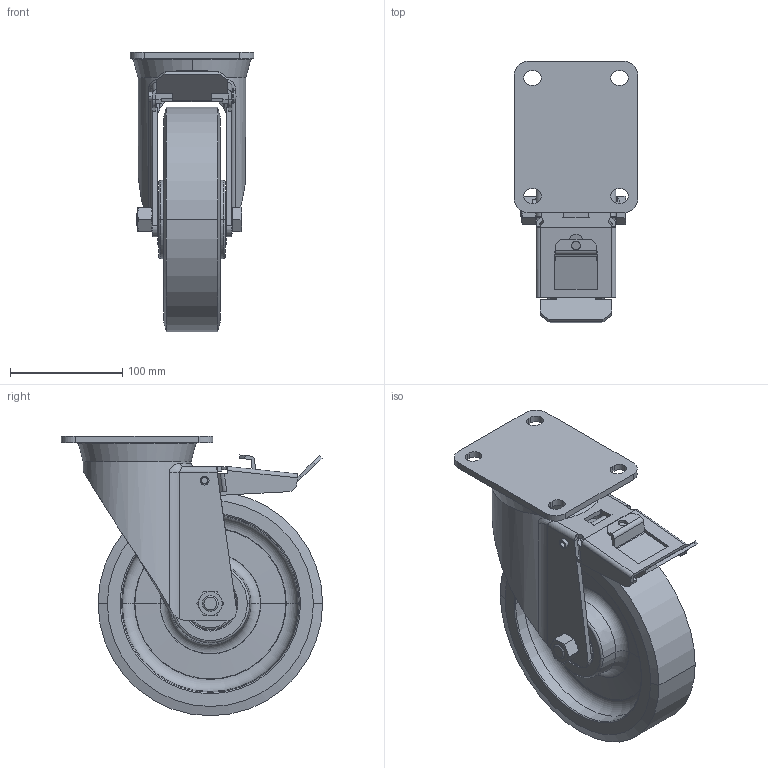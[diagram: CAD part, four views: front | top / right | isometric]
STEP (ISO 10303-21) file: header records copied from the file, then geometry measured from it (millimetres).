
FILE_DESCRIPTION(('Creo Elements/Direct Modeling STEP Export'),'2;1');
FILE_NAME('19871FR_CL.stp','2021-07-08T 9:40:48',(''),(''),'Creo Elements/Direct Modeling STEP processor for AP214 (Solid Model)','Creo Elements/Direct Modeling 20.0F 19-Nov-2019 (C) Parametric Technology GmbH','');
FILE_SCHEMA(('AUTOMOTIVE_DESIGN { 1 0 10303 214 1 1 1 1 }'));
Length unit declared in the file: millimetre
Products named in the file (5): 19871FR_CL.1; 19871FR_CL.3; 19871FR_CL.4; 19871FR_CL.2; 19871FR_CL
Assembly tree (4 placements, depth 2):
  19871FR_CL
    19871FR_CL.2
    19871FR_CL.4
    19871FR_CL.3
    19871FR_CL.1
Bounding box: 110 x 232.7 x 249 mm (x, y, z)
Volume: 1448288.3 mm3; surface area: 247223.2 mm2
Topology: 4 solids, 4 shells, 740 faces, 1932 edges, 1247 vertices
Faces by surface type: plane 446, cylinder 148, cone 76, bspline 32, torus 32, revolution 4, sphere 2
Entity records: 38011 total; most frequent: CARTESIAN_POINT 20593, ORIENTED_EDGE 3856, DIRECTION 2987, EDGE_CURVE 1928, VERTEX_POINT 1247, VECTOR 1064, LINE 1064, AXIS2_PLACEMENT_3D 959
